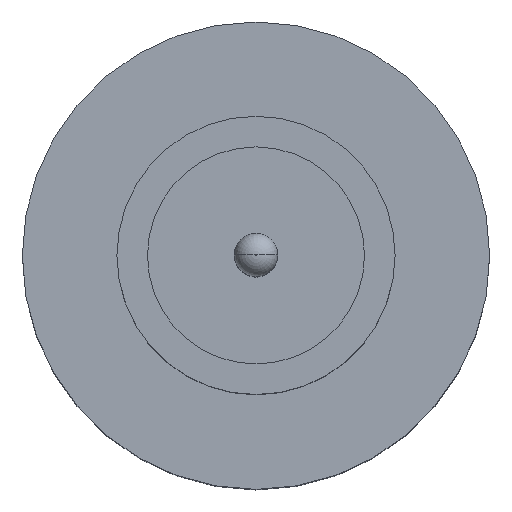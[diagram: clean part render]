
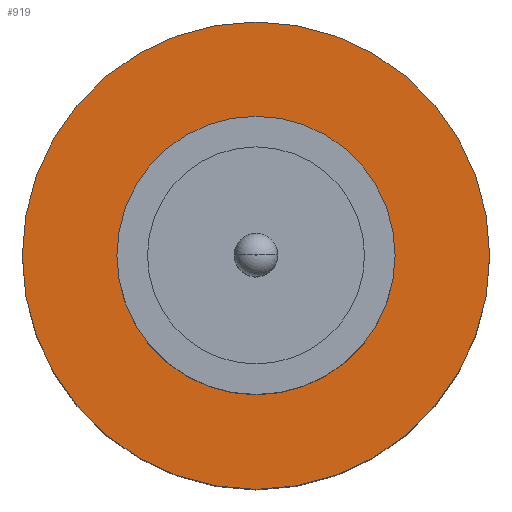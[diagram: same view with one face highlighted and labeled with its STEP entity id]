
A CAD part, top view. The second image highlights one B-rep face of the part: STEP entity #919.
In plain terms, the highlighted planar face has unit normal (0, 0, 1).
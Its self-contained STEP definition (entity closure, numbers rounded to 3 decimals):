
#23 = AXIS2_PLACEMENT_3D ( 'NONE', #81, #321, #88 ) ;
#34 = EDGE_CURVE ( 'NONE', #802, #854, #751, .T. ) ;
#44 = DIRECTION ( 'NONE',  ( 0., 0., 1. ) ) ;
#81 = CARTESIAN_POINT ( 'NONE',  ( 0., 0., 1.55 ) ) ;
#88 = DIRECTION ( 'NONE',  ( 1., 0., 0. ) ) ;
#109 = ORIENTED_EDGE ( 'NONE', *, *, #34, .T. ) ;
#110 = AXIS2_PLACEMENT_3D ( 'NONE', #972, #843, #682 ) ;
#120 = EDGE_LOOP ( 'NONE', ( #109, #669 ) ) ;
#129 = EDGE_CURVE ( 'NONE', #360, #558, #624, .T. ) ;
#193 = ORIENTED_EDGE ( 'NONE', *, *, #129, .F. ) ;
#231 = CARTESIAN_POINT ( 'NONE',  ( -1.25, 0., 1.55 ) ) ;
#270 = CARTESIAN_POINT ( 'NONE',  ( 0., 0., 1.55 ) ) ;
#273 = DIRECTION ( 'NONE',  ( 1., 0., 0. ) ) ;
#296 = CIRCLE ( 'NONE', #920, 1.25 ) ;
#321 = DIRECTION ( 'NONE',  ( 0., 0., 1. ) ) ;
#324 = CARTESIAN_POINT ( 'NONE',  ( 0., 0., 1.55 ) ) ;
#328 = AXIS2_PLACEMENT_3D ( 'NONE', #550, #626, #620 ) ;
#350 = EDGE_LOOP ( 'NONE', ( #193, #627 ) ) ;
#360 = VERTEX_POINT ( 'NONE', #613 ) ;
#375 = AXIS2_PLACEMENT_3D ( 'NONE', #270, #44, #273 ) ;
#458 = CARTESIAN_POINT ( 'NONE',  ( 2.1, 0., 1.55 ) ) ;
#460 = FACE_OUTER_BOUND ( 'NONE', #120, .T. ) ;
#550 = CARTESIAN_POINT ( 'NONE',  ( 0., 0., 1.55 ) ) ;
#558 = VERTEX_POINT ( 'NONE', #231 ) ;
#585 = CIRCLE ( 'NONE', #110, 2.1 ) ;
#613 = CARTESIAN_POINT ( 'NONE',  ( 1.25, 0., 1.55 ) ) ;
#620 = DIRECTION ( 'NONE',  ( 1., 0., 0. ) ) ;
#624 = CIRCLE ( 'NONE', #375, 1.25 ) ;
#626 = DIRECTION ( 'NONE',  ( 0., 0., 1. ) ) ;
#627 = ORIENTED_EDGE ( 'NONE', *, *, #670, .F. ) ;
#646 = CARTESIAN_POINT ( 'NONE',  ( -2.1, 0., 1.55 ) ) ;
#669 = ORIENTED_EDGE ( 'NONE', *, *, #792, .T. ) ;
#670 = EDGE_CURVE ( 'NONE', #558, #360, #296, .T. ) ;
#682 = DIRECTION ( 'NONE',  ( 1., 0., 0. ) ) ;
#726 = DIRECTION ( 'NONE',  ( 1., 0., 0. ) ) ;
#751 = CIRCLE ( 'NONE', #328, 2.1 ) ;
#762 = FACE_BOUND ( 'NONE', #350, .T. ) ;
#792 = EDGE_CURVE ( 'NONE', #854, #802, #585, .T. ) ;
#802 = VERTEX_POINT ( 'NONE', #646 ) ;
#805 = DIRECTION ( 'NONE',  ( 0., 0., 1. ) ) ;
#843 = DIRECTION ( 'NONE',  ( 0., 0., 1. ) ) ;
#854 = VERTEX_POINT ( 'NONE', #458 ) ;
#919 = ADVANCED_FACE ( 'NONE', ( #762, #460 ), #949, .T. ) ;
#920 = AXIS2_PLACEMENT_3D ( 'NONE', #324, #805, #726 ) ;
#949 = PLANE ( 'NONE',  #23 ) ;
#972 = CARTESIAN_POINT ( 'NONE',  ( 0., 0., 1.55 ) ) ;
